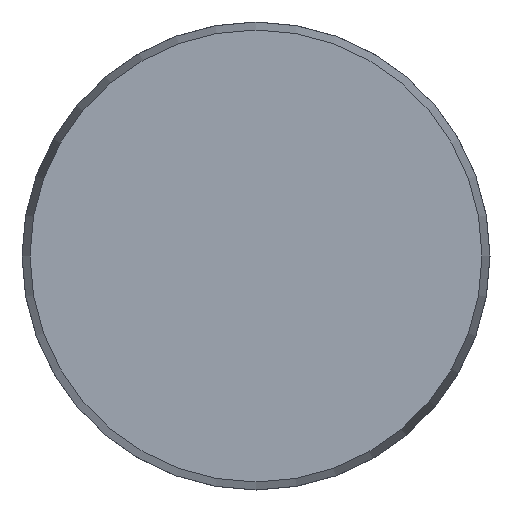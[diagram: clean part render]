
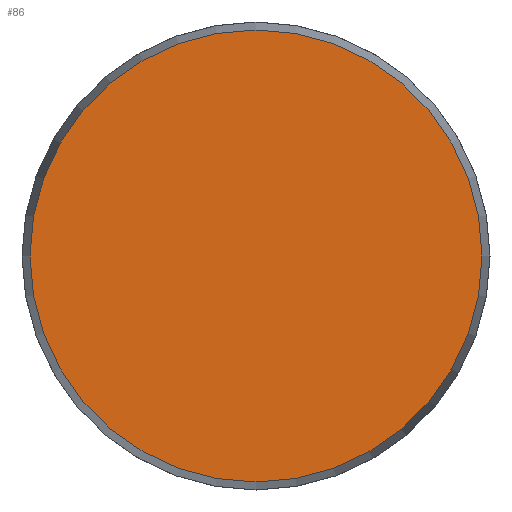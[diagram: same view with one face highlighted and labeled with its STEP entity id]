
A CAD part, front view. The second image highlights one B-rep face of the part: STEP entity #86.
In plain terms, the highlighted planar face has unit normal (0, -1, 0).
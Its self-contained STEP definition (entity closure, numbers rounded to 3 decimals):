
#20 = EDGE_LOOP ( 'NONE', ( #228 ) ) ;
#48 = CARTESIAN_POINT ( 'NONE',  ( 0., 0., -24.143 ) ) ;
#52 = CARTESIAN_POINT ( 'NONE',  ( 0., 0., 0. ) ) ;
#86 = ADVANCED_FACE ( 'NONE', ( #376 ), #132, .F. ) ;
#125 = AXIS2_PLACEMENT_3D ( 'NONE', #564, #627, #243 ) ;
#132 = PLANE ( 'NONE',  #125 ) ;
#228 = ORIENTED_EDGE ( 'NONE', *, *, #486, .T. ) ;
#238 = DIRECTION ( 'NONE',  ( 0., -1., 0. ) ) ;
#243 = DIRECTION ( 'NONE',  ( 0., 0., 1. ) ) ;
#358 = AXIS2_PLACEMENT_3D ( 'NONE', #52, #238, #480 ) ;
#376 = FACE_OUTER_BOUND ( 'NONE', #20, .T. ) ;
#480 = DIRECTION ( 'NONE',  ( 0., 0., -1. ) ) ;
#486 = EDGE_CURVE ( 'NONE', #737, #737, #711, .T. ) ;
#564 = CARTESIAN_POINT ( 'NONE',  ( -24.143, 0., 0. ) ) ;
#627 = DIRECTION ( 'NONE',  ( 0., 1., 0. ) ) ;
#711 = CIRCLE ( 'NONE', #358, 24.143 ) ;
#737 = VERTEX_POINT ( 'NONE', #48 ) ;
